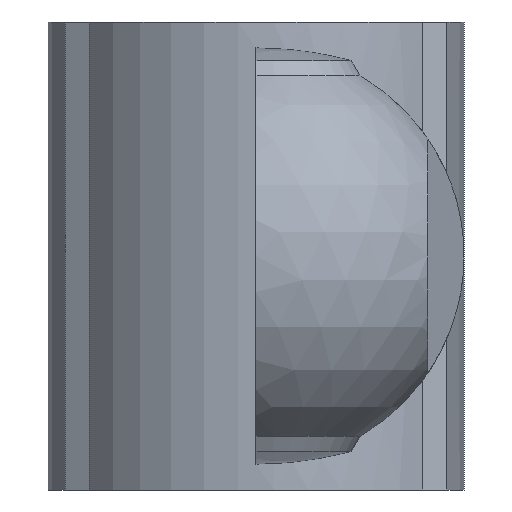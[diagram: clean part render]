
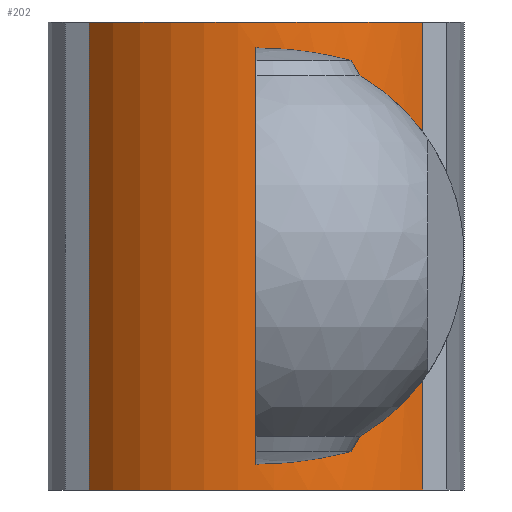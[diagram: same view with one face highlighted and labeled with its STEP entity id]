
A CAD part, left-side view. The second image highlights one B-rep face of the part: STEP entity #202.
In plain terms, the highlighted cylindrical face has radius 20 mm (diameter 40 mm), a partial arc.
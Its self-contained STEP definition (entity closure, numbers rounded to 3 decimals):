
#202 = ADVANCED_FACE( '', ( #485 ), #486, .T. );
#485 = FACE_OUTER_BOUND( '', #864, .T. );
#486 = CYLINDRICAL_SURFACE( '', #865, 20. );
#864 = EDGE_LOOP( '', ( #1419, #1420, #1421, #1422, #1423, #1424, #1425, #1426, #1427, #1428, #1429, #1430 ) );
#865 = AXIS2_PLACEMENT_3D( '', #1431, #1432, #1433 );
#1419 = ORIENTED_EDGE( '', *, *, #2220, .T. );
#1420 = ORIENTED_EDGE( '', *, *, #2358, .T. );
#1421 = ORIENTED_EDGE( '', *, *, #2359, .F. );
#1422 = ORIENTED_EDGE( '', *, *, #2360, .F. );
#1423 = ORIENTED_EDGE( '', *, *, #2283, .T. );
#1424 = ORIENTED_EDGE( '', *, *, #2361, .T. );
#1425 = ORIENTED_EDGE( '', *, *, #2279, .F. );
#1426 = ORIENTED_EDGE( '', *, *, #2362, .T. );
#1427 = ORIENTED_EDGE( '', *, *, #2363, .T. );
#1428 = ORIENTED_EDGE( '', *, *, #2364, .T. );
#1429 = ORIENTED_EDGE( '', *, *, #2365, .T. );
#1430 = ORIENTED_EDGE( '', *, *, #2355, .T. );
#1431 = CARTESIAN_POINT( '', ( 0., 0., 22.5 ) );
#1432 = DIRECTION( '', ( 0., 0., 1. ) );
#1433 = DIRECTION( '', ( -1., 0., 0. ) );
#2220 = EDGE_CURVE( '', #2653, #2651, #2654, .T. );
#2279 = EDGE_CURVE( '', #2755, #2757, #2758, .T. );
#2283 = EDGE_CURVE( '', #2764, #2762, #2765, .T. );
#2355 = EDGE_CURVE( '', #2879, #2653, #2880, .T. );
#2358 = EDGE_CURVE( '', #2651, #2883, #2884, .F. );
#2359 = EDGE_CURVE( '', #2885, #2883, #2886, .T. );
#2360 = EDGE_CURVE( '', #2764, #2885, #2887, .T. );
#2361 = EDGE_CURVE( '', #2762, #2757, #2888, .T. );
#2362 = EDGE_CURVE( '', #2755, #2889, #2890, .T. );
#2363 = EDGE_CURVE( '', #2889, #2891, #2892, .T. );
#2364 = EDGE_CURVE( '', #2891, #2893, #2894, .T. );
#2365 = EDGE_CURVE( '', #2893, #2879, #2895, .F. );
#2651 = VERTEX_POINT( '', #3278 );
#2653 = VERTEX_POINT( '', #3281 );
#2654 = ELLIPSE( '', #3282, 40., 20. );
#2755 = VERTEX_POINT( '', #3428 );
#2757 = VERTEX_POINT( '', #3430 );
#2758 = LINE( '', #3431, #3432 );
#2762 = VERTEX_POINT( '', #3437 );
#2764 = VERTEX_POINT( '', #3440 );
#2765 = LINE( '', #3441, #3442 );
#2879 = VERTEX_POINT( '', #3604 );
#2880 = B_SPLINE_CURVE_WITH_KNOTS( '', 3, ( #3605, #3606, #3607, #3608, #3609, #3610, #3611, #3612 ), .UNSPECIFIED., .F., .F., ( 4, 2, 2, 4 ), ( 0., 0.005, 0.007, 0.01 ), .UNSPECIFIED. );
#2883 = VERTEX_POINT( '', #3616 );
#2884 = ELLIPSE( '', #3617, 28.284, 20. );
#2885 = VERTEX_POINT( '', #3618 );
#2886 = LINE( '', #3619, #3620 );
#2887 = CIRCLE( '', #3621, 20. );
#2888 = CIRCLE( '', #3622, 20. );
#2889 = VERTEX_POINT( '', #3623 );
#2890 = ELLIPSE( '', #3624, 28.284, 20. );
#2891 = VERTEX_POINT( '', #3625 );
#2892 = ELLIPSE( '', #3626, 40., 20. );
#2893 = VERTEX_POINT( '', #3627 );
#2894 = B_SPLINE_CURVE_WITH_KNOTS( '', 3, ( #3628, #3629, #3630, #3631, #3632, #3633, #3634, #3635 ), .UNSPECIFIED., .F., .F., ( 4, 2, 2, 4 ), ( 0., 0.005, 0.007, 0.01 ), .UNSPECIFIED. );
#2895 = LINE( '', #3636, #3637 );
#3278 = CARTESIAN_POINT( '', ( -17.326, -9.99, 17.326 ) );
#3281 = CARTESIAN_POINT( '', ( -17.785, -9.149, 18.783 ) );
#3282 = AXIS2_PLACEMENT_3D( '', #4150, #4151, #4152 );
#3428 = CARTESIAN_POINT( '', ( -11.95, -16.037, -11.95 ) );
#3430 = CARTESIAN_POINT( '', ( -11.95, -16.037, -22.5 ) );
#3431 = CARTESIAN_POINT( '', ( -11.95, -16.037, 22.5 ) );
#3432 = VECTOR( '', #4227, 1000. );
#3437 = CARTESIAN_POINT( '', ( -11.95, 16.037, -22.5 ) );
#3440 = CARTESIAN_POINT( '', ( -11.95, 16.037, 22.5 ) );
#3441 = CARTESIAN_POINT( '', ( -11.95, 16.037, 22.5 ) );
#3442 = VECTOR( '', #4230, 1000. );
#3604 = CARTESIAN_POINT( '', ( -20., 0.01, 20. ) );
#3605 = CARTESIAN_POINT( '', ( -20., 0.01, 20. ) );
#3606 = CARTESIAN_POINT( '', ( -20.001, -1.605, 20. ) );
#3607 = CARTESIAN_POINT( '', ( -19.809, -3.181, 19.89 ) );
#3608 = CARTESIAN_POINT( '', ( -19.248, -5.489, 19.576 ) );
#3609 = CARTESIAN_POINT( '', ( -19.014, -6.253, 19.445 ) );
#3610 = CARTESIAN_POINT( '', ( -18.461, -7.733, 19.143 ) );
#3611 = CARTESIAN_POINT( '', ( -18.144, -8.451, 18.972 ) );
#3612 = CARTESIAN_POINT( '', ( -17.785, -9.149, 18.783 ) );
#3616 = CARTESIAN_POINT( '', ( -11.95, -16.037, 11.95 ) );
#3617 = AXIS2_PLACEMENT_3D( '', #4323, #4324, #4325 );
#3618 = CARTESIAN_POINT( '', ( -11.95, -16.037, 22.5 ) );
#3619 = CARTESIAN_POINT( '', ( -11.95, -16.037, 22.5 ) );
#3620 = VECTOR( '', #4326, 1000. );
#3621 = AXIS2_PLACEMENT_3D( '', #4327, #4328, #4329 );
#3622 = AXIS2_PLACEMENT_3D( '', #4330, #4331, #4332 );
#3623 = CARTESIAN_POINT( '', ( -17.326, -9.99, -17.326 ) );
#3624 = AXIS2_PLACEMENT_3D( '', #4333, #4334, #4335 );
#3625 = CARTESIAN_POINT( '', ( -17.785, -9.149, -18.783 ) );
#3626 = AXIS2_PLACEMENT_3D( '', #4336, #4337, #4338 );
#3627 = CARTESIAN_POINT( '', ( -20., 0.01, -20. ) );
#3628 = CARTESIAN_POINT( '', ( -17.785, -9.149, -18.783 ) );
#3629 = CARTESIAN_POINT( '', ( -18.502, -7.755, -19.161 ) );
#3630 = CARTESIAN_POINT( '', ( -19.051, -6.291, -19.465 ) );
#3631 = CARTESIAN_POINT( '', ( -19.615, -3.983, -19.781 ) );
#3632 = CARTESIAN_POINT( '', ( -19.76, -3.191, -19.863 ) );
#3633 = CARTESIAN_POINT( '', ( -19.952, -1.599, -19.973 ) );
#3634 = CARTESIAN_POINT( '', ( -20., -0.797, -20. ) );
#3635 = CARTESIAN_POINT( '', ( -20., 0.01, -20. ) );
#3636 = CARTESIAN_POINT( '', ( -20., 0.01, 22.5 ) );
#3637 = VECTOR( '', #4339, 1000. );
#4150 = CARTESIAN_POINT( '', ( 0., 0., 34.629 ) );
#4151 = DIRECTION( '', ( 0., -0.866, 0.5 ) );
#4152 = DIRECTION( '', ( 0., -0.5, -0.866 ) );
#4227 = DIRECTION( '', ( 0., 0., -1. ) );
#4230 = DIRECTION( '', ( 0., 0., -1. ) );
#4323 = CARTESIAN_POINT( '', ( 0., 0., 0. ) );
#4324 = DIRECTION( '', ( -0.707, 0., -0.707 ) );
#4325 = DIRECTION( '', ( 0.707, 0., -0.707 ) );
#4326 = DIRECTION( '', ( 0., 0., -1. ) );
#4327 = CARTESIAN_POINT( '', ( 0., 0., 22.5 ) );
#4328 = DIRECTION( '', ( 0., 0., 1. ) );
#4329 = DIRECTION( '', ( 1., 0., 0. ) );
#4330 = CARTESIAN_POINT( '', ( 0., 0., -22.5 ) );
#4331 = DIRECTION( '', ( 0., 0., 1. ) );
#4332 = DIRECTION( '', ( 1., 0., 0. ) );
#4333 = CARTESIAN_POINT( '', ( 0., 0., 0. ) );
#4334 = DIRECTION( '', ( 0.707, 0., -0.707 ) );
#4335 = DIRECTION( '', ( -0.707, 0., -0.707 ) );
#4336 = CARTESIAN_POINT( '', ( 0., 0., -34.629 ) );
#4337 = DIRECTION( '', ( 0., -0.866, -0.5 ) );
#4338 = DIRECTION( '', ( 0., 0.5, -0.866 ) );
#4339 = DIRECTION( '', ( 0., 0., -1. ) );
